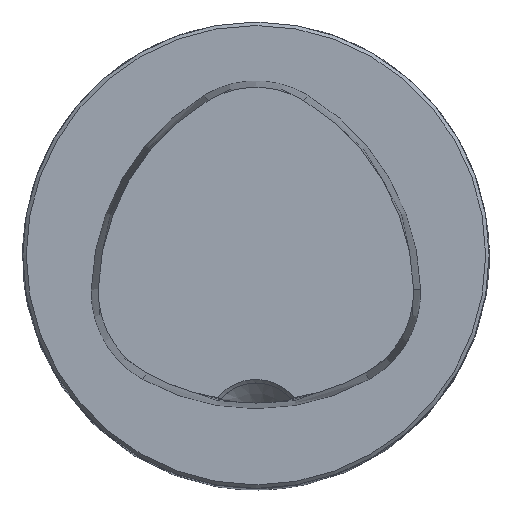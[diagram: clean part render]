
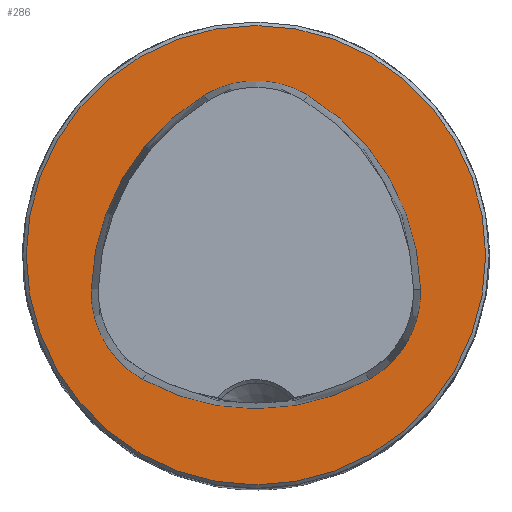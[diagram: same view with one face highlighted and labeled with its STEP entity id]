
A CAD part, top view. The second image highlights one B-rep face of the part: STEP entity #286.
In plain terms, the highlighted planar face has unit normal (0, 0, 1).
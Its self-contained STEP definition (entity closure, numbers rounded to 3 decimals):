
#234=PLANE('',#1036);
#286=ADVANCED_FACE('CU_FL_N1_SU_1',(#376,#377),#234,.T.);
#376=FACE_BOUND('',#429,.T.);
#377=FACE_BOUND('',#430,.T.);
#429=EDGE_LOOP('',(#547,#548,#549,#550,#551,#552));
#430=EDGE_LOOP('',(#553));
#547=ORIENTED_EDGE('',*,*,#796,.F.);
#548=ORIENTED_EDGE('',*,*,#797,.F.);
#549=ORIENTED_EDGE('',*,*,#798,.F.);
#550=ORIENTED_EDGE('',*,*,#799,.F.);
#551=ORIENTED_EDGE('',*,*,#793,.F.);
#552=ORIENTED_EDGE('',*,*,#800,.F.);
#553=ORIENTED_EDGE('',*,*,#801,.T.);
#719=VERTEX_POINT('',#1788);
#720=VERTEX_POINT('',#1790);
#722=VERTEX_POINT('',#1796);
#723=VERTEX_POINT('',#1797);
#724=VERTEX_POINT('',#1799);
#725=VERTEX_POINT('',#1801);
#726=VERTEX_POINT('',#1805);
#793=EDGE_CURVE('',#719,#720,#853,.T.);
#796=EDGE_CURVE('',#722,#723,#855,.T.);
#797=EDGE_CURVE('',#724,#722,#856,.T.);
#798=EDGE_CURVE('',#725,#724,#857,.T.);
#799=EDGE_CURVE('',#720,#725,#858,.T.);
#800=EDGE_CURVE('',#723,#719,#859,.T.);
#801=EDGE_CURVE('',#726,#726,#860,.T.);
#853=CIRCLE('',#1027,20.063);
#855=CIRCLE('',#1030,20.063);
#856=CIRCLE('',#1031,8.563);
#857=CIRCLE('',#1032,20.063);
#858=CIRCLE('',#1033,8.563);
#859=CIRCLE('',#1034,8.563);
#860=CIRCLE('',#1035,19.7);
#1027=AXIS2_PLACEMENT_3D('',#1789,#1212,#1213);
#1030=AXIS2_PLACEMENT_3D('',#1795,#1219,#1220);
#1031=AXIS2_PLACEMENT_3D('',#1798,#1221,#1222);
#1032=AXIS2_PLACEMENT_3D('',#1800,#1223,#1224);
#1033=AXIS2_PLACEMENT_3D('',#1802,#1225,#1226);
#1034=AXIS2_PLACEMENT_3D('',#1803,#1227,#1228);
#1035=AXIS2_PLACEMENT_3D('',#1804,#1229,#1230);
#1036=AXIS2_PLACEMENT_3D('',#1806,#1231,#1232);
#1212=DIRECTION('',(0.,0.,1.));
#1213=DIRECTION('',(1.,0.,0.));
#1219=DIRECTION('',(0.,0.,1.));
#1220=DIRECTION('',(1.,0.,0.));
#1221=DIRECTION('',(0.,0.,1.));
#1222=DIRECTION('',(1.,0.,0.));
#1223=DIRECTION('',(0.,0.,1.));
#1224=DIRECTION('',(1.,0.,0.));
#1225=DIRECTION('',(0.,0.,1.));
#1226=DIRECTION('',(1.,0.,0.));
#1227=DIRECTION('',(0.,0.,1.));
#1228=DIRECTION('',(1.,0.,0.));
#1229=DIRECTION('',(0.,0.,1.));
#1230=DIRECTION('',(1.,0.,0.));
#1231=DIRECTION('',(0.,0.,1.));
#1232=DIRECTION('',(1.,0.,0.));
#1788=CARTESIAN_POINT('',(-9.704,-10.66,0.));
#1789=CARTESIAN_POINT('',(0.,6.9,0.));
#1790=CARTESIAN_POINT('',(9.704,-10.66,0.));
#1795=CARTESIAN_POINT('',(5.934,-3.451,0.));
#1796=CARTESIAN_POINT('',(-4.418,13.735,0.));
#1797=CARTESIAN_POINT('',(-14.123,-2.953,0.));
#1798=CARTESIAN_POINT('',(0.,6.4,0.));
#1799=CARTESIAN_POINT('',(4.418,13.735,0.));
#1800=CARTESIAN_POINT('',(-5.934,-3.451,0.));
#1801=CARTESIAN_POINT('',(14.123,-2.953,0.));
#1802=CARTESIAN_POINT('',(5.562,-3.165,0.));
#1803=CARTESIAN_POINT('',(-5.562,-3.165,0.));
#1804=CARTESIAN_POINT('',(0.,0.,0.));
#1805=CARTESIAN_POINT('',(19.7,0.,0.));
#1806=CARTESIAN_POINT('',(0.,0.,0.));
